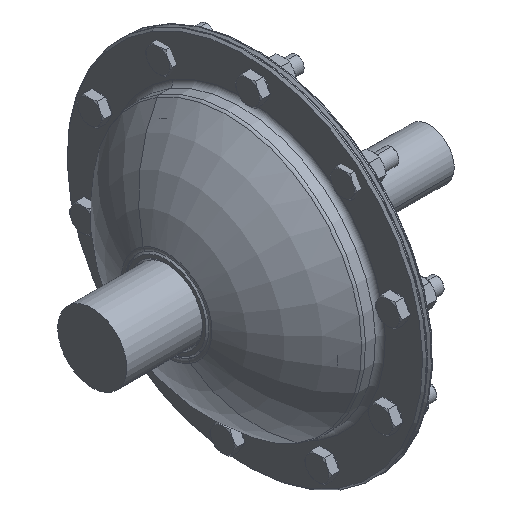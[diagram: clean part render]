
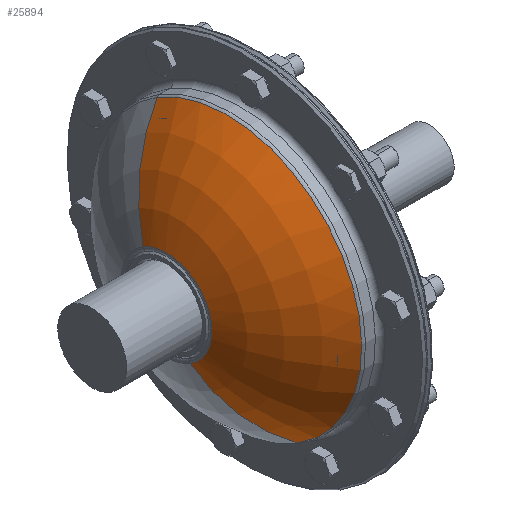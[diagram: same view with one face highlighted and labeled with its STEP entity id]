
A CAD part, isometric view. The second image highlights one B-rep face of the part: STEP entity #25894.
In plain terms, the highlighted toroidal (fillet/blend) face has major radius 3.724 mm and minor radius 165 mm.
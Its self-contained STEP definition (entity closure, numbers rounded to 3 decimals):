
#788 = CARTESIAN_POINT ( 'NONE',  ( 0., 27.967, 0. ) ) ;
#1428 = DIRECTION ( 'NONE',  ( 0., 0., -1. ) ) ;
#3464 = ORIENTED_EDGE ( 'NONE', *, *, #36073, .F. ) ;
#5447 = EDGE_LOOP ( 'NONE', ( #3464, #37159, #20361, #27947 ) ) ;
#6074 = VERTEX_POINT ( 'NONE', #27507 ) ;
#12497 = DIRECTION ( 'NONE',  ( 0., 0., 1. ) ) ;
#12787 = DIRECTION ( 'NONE',  ( 0., -1., 0. ) ) ;
#15115 = VERTEX_POINT ( 'NONE', #22281 ) ;
#16328 = CIRCLE ( 'NONE', #19055, 165. ) ;
#16675 = CARTESIAN_POINT ( 'NONE',  ( 0., -69.957, 3.724 ) ) ;
#18002 = DIRECTION ( 'NONE',  ( 0., 0., -1. ) ) ;
#18247 = CARTESIAN_POINT ( 'NONE',  ( 0., 27.967, -136.524 ) ) ;
#18581 = CIRCLE ( 'NONE', #19929, 165. ) ;
#18830 = DIRECTION ( 'NONE',  ( -1., 0., 0. ) ) ;
#19029 = AXIS2_PLACEMENT_3D ( 'NONE', #39937, #37433, #18002 ) ;
#19055 = AXIS2_PLACEMENT_3D ( 'NONE', #21997, #18830, #12497 ) ;
#19298 = VERTEX_POINT ( 'NONE', #24947 ) ;
#19929 = AXIS2_PLACEMENT_3D ( 'NONE', #16675, #26397, #30414 ) ;
#20361 = ORIENTED_EDGE ( 'NONE', *, *, #21593, .T. ) ;
#20380 = CIRCLE ( 'NONE', #19029, 46.071 ) ;
#21593 = EDGE_CURVE ( 'NONE', #19298, #25144, #16328, .T. ) ;
#21997 = CARTESIAN_POINT ( 'NONE',  ( 0., -69.957, -3.724 ) ) ;
#22153 = EDGE_CURVE ( 'NONE', #25144, #15115, #25856, .T. ) ;
#22281 = CARTESIAN_POINT ( 'NONE',  ( 0., 27.967, 136.524 ) ) ;
#22512 = CARTESIAN_POINT ( 'NONE',  ( 0., -69.957, 0. ) ) ;
#22727 = DIRECTION ( 'NONE',  ( 0., 0., -1. ) ) ;
#24947 = CARTESIAN_POINT ( 'NONE',  ( 0., 89.517, -46.071 ) ) ;
#25144 = VERTEX_POINT ( 'NONE', #18247 ) ;
#25856 = CIRCLE ( 'NONE', #28561, 136.524 ) ;
#25894 = ADVANCED_FACE ( 'NONE', ( #38358 ), #37769, .T. ) ;
#26397 = DIRECTION ( 'NONE',  ( 1., 0., 0. ) ) ;
#27507 = CARTESIAN_POINT ( 'NONE',  ( 0., 89.517, 46.071 ) ) ;
#27947 = ORIENTED_EDGE ( 'NONE', *, *, #22153, .T. ) ;
#28561 = AXIS2_PLACEMENT_3D ( 'NONE', #788, #30391, #1428 ) ;
#30391 = DIRECTION ( 'NONE',  ( 0., 1., 0. ) ) ;
#30414 = DIRECTION ( 'NONE',  ( 0., 0., -1. ) ) ;
#31717 = AXIS2_PLACEMENT_3D ( 'NONE', #22512, #12787, #22727 ) ;
#36073 = EDGE_CURVE ( 'NONE', #6074, #15115, #18581, .T. ) ;
#37159 = ORIENTED_EDGE ( 'NONE', *, *, #39469, .T. ) ;
#37433 = DIRECTION ( 'NONE',  ( 0., -1., 0. ) ) ;
#37769 = TOROIDAL_SURFACE ( 'NONE', #31717, 3.724, 165. ) ;
#38358 = FACE_OUTER_BOUND ( 'NONE', #5447, .T. ) ;
#39469 = EDGE_CURVE ( 'NONE', #6074, #19298, #20380, .T. ) ;
#39937 = CARTESIAN_POINT ( 'NONE',  ( 0., 89.517, 0. ) ) ;
